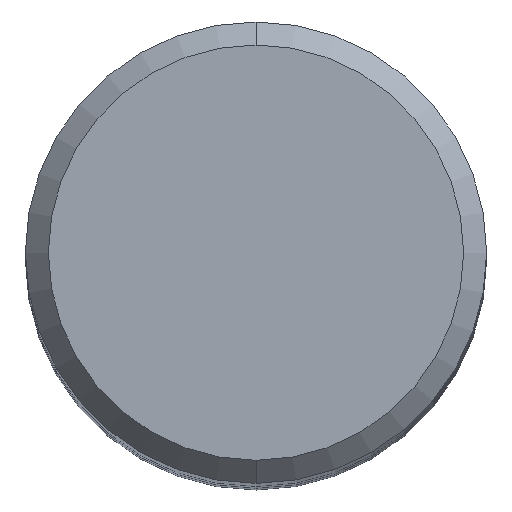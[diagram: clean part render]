
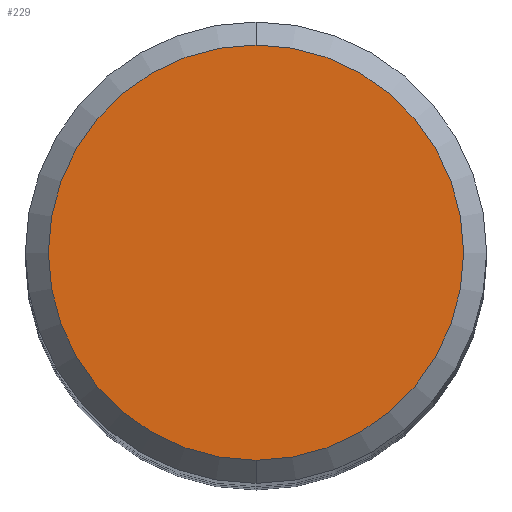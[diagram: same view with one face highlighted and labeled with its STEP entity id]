
A CAD part, top view. The second image highlights one B-rep face of the part: STEP entity #229.
In plain terms, the highlighted planar face has unit normal (0, 0, 1).
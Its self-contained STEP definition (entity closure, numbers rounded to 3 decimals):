
#229=ADVANCED_FACE('',(#529),#530,.T.);
#279=VERTEX_POINT('',#584);
#381=EDGE_CURVE('',#279,#389,#696,.T.);
#389=VERTEX_POINT('',#704);
#395=EDGE_CURVE('',#389,#279,#710,.T.);
#529=FACE_OUTER_BOUND('',#944,.T.);
#530=PLANE('',#945);
#584=CARTESIAN_POINT('',(0.0,5.4,0.0));
#696=CIRCLE('',#1318,5.4);
#704=CARTESIAN_POINT('',(0.,-5.4,0.0));
#710=CIRCLE('',#1349,5.4);
#944=EDGE_LOOP('',(#1529,#1530));
#945=AXIS2_PLACEMENT_3D('',#1531,#1532,#1533);
#1318=AXIS2_PLACEMENT_3D('',#1722,#1723,#1724);
#1349=AXIS2_PLACEMENT_3D('',#1733,#1734,#1735);
#1529=ORIENTED_EDGE('',*,*,#381,.F.);
#1530=ORIENTED_EDGE('',*,*,#395,.F.);
#1531=CARTESIAN_POINT('',(0.0,2.7,0.0));
#1532=DIRECTION('',(-0.0,0.0,1.0));
#1533=DIRECTION('',(0.0,-1.0,0.0));
#1722=CARTESIAN_POINT('',(0.0,0.0,0.0));
#1723=DIRECTION('',(0.0,0.0,-1.0));
#1724=DIRECTION('',(0.0,1.0,0.0));
#1733=CARTESIAN_POINT('',(0.0,0.0,0.0));
#1734=DIRECTION('',(0.0,0.0,-1.0));
#1735=DIRECTION('',(0.0,1.0,0.0));
